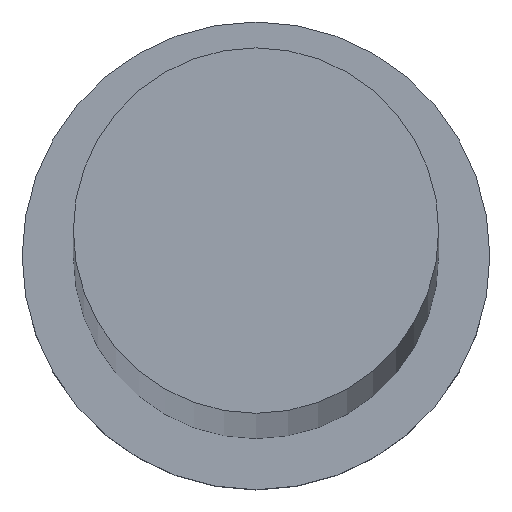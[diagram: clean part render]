
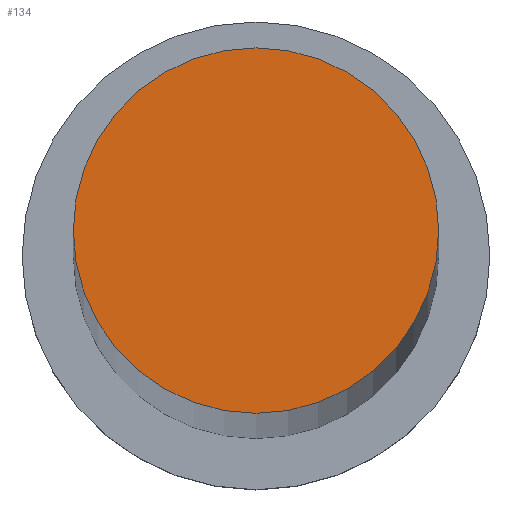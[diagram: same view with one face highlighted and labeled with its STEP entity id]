
A CAD part, top view. The second image highlights one B-rep face of the part: STEP entity #134.
In plain terms, the highlighted planar face has unit normal (0, 0, 1).
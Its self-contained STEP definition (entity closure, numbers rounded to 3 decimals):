
#7 = AXIS2_PLACEMENT_3D ( 'NONE', #92, #115, #174 ) ;
#18 = DIRECTION ( 'NONE',  ( 0., 0., 1. ) ) ;
#57 = EDGE_LOOP ( 'NONE', ( #175, #226 ) ) ;
#79 = VERTEX_POINT ( 'NONE', #231 ) ;
#81 = VERTEX_POINT ( 'NONE', #190 ) ;
#90 = PLANE ( 'NONE',  #242 ) ;
#92 = CARTESIAN_POINT ( 'NONE',  ( 0., 0., 1000. ) ) ;
#94 = DIRECTION ( 'NONE',  ( 1., 0., 0. ) ) ;
#115 = DIRECTION ( 'NONE',  ( 0., 0., 1. ) ) ;
#121 = CIRCLE ( 'NONE', #7, 12.5 ) ;
#134 = ADVANCED_FACE ( 'NONE', ( #152 ), #90, .T. ) ;
#136 = DIRECTION ( 'NONE',  ( 1., 0., 0. ) ) ;
#152 = FACE_OUTER_BOUND ( 'NONE', #57, .T. ) ;
#154 = EDGE_CURVE ( 'NONE', #79, #81, #121, .T. ) ;
#156 = CARTESIAN_POINT ( 'NONE',  ( 0., 0., 1000. ) ) ;
#171 = DIRECTION ( 'NONE',  ( 0., 0., 1. ) ) ;
#174 = DIRECTION ( 'NONE',  ( 1., 0., 0. ) ) ;
#175 = ORIENTED_EDGE ( 'NONE', *, *, #196, .T. ) ;
#190 = CARTESIAN_POINT ( 'NONE',  ( -12.5, 0., 1000. ) ) ;
#196 = EDGE_CURVE ( 'NONE', #81, #79, #237, .T. ) ;
#223 = CARTESIAN_POINT ( 'NONE',  ( 0., 0., 1000. ) ) ;
#226 = ORIENTED_EDGE ( 'NONE', *, *, #154, .T. ) ;
#231 = CARTESIAN_POINT ( 'NONE',  ( 12.5, 0., 1000. ) ) ;
#237 = CIRCLE ( 'NONE', #248, 12.5 ) ;
#242 = AXIS2_PLACEMENT_3D ( 'NONE', #223, #18, #94 ) ;
#248 = AXIS2_PLACEMENT_3D ( 'NONE', #156, #171, #136 ) ;
